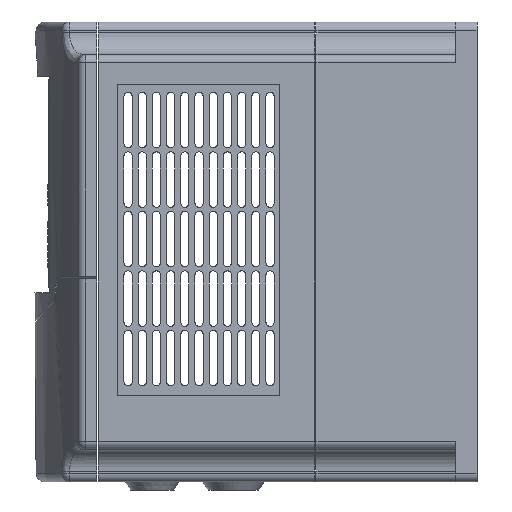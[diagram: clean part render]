
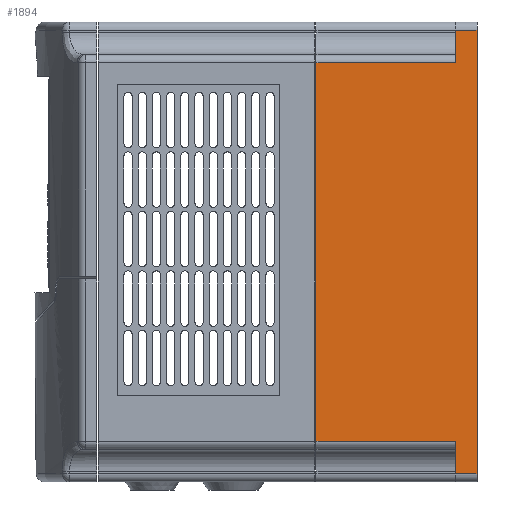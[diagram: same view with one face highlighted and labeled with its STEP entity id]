
A CAD part, left-side view. The second image highlights one B-rep face of the part: STEP entity #1894.
In plain terms, the highlighted planar face has unit normal (-1, 0, 0).
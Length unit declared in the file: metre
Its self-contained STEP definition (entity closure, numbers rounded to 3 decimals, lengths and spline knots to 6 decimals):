
#1894 = ADVANCED_FACE( '', ( #4807 ), #4808, .T. );
#4807 = FACE_OUTER_BOUND( '', #10497, .T. );
#4808 = PLANE( '', #10498 );
#10497 = EDGE_LOOP( '', ( #17050, #17051, #17052, #17053, #17054, #17055, #17056, #17057 ) );
#10498 = AXIS2_PLACEMENT_3D( '', #17058, #17059, #17060 );
#17050 = ORIENTED_EDGE( '', *, *, #27571, .F. );
#17051 = ORIENTED_EDGE( '', *, *, #27572, .T. );
#17052 = ORIENTED_EDGE( '', *, *, #27573, .T. );
#17053 = ORIENTED_EDGE( '', *, *, #27574, .F. );
#17054 = ORIENTED_EDGE( '', *, *, #25796, .T. );
#17055 = ORIENTED_EDGE( '', *, *, #27139, .T. );
#17056 = ORIENTED_EDGE( '', *, *, #27575, .T. );
#17057 = ORIENTED_EDGE( '', *, *, #27576, .F. );
#17058 = CARTESIAN_POINT( '', ( -0.0625, 0., 0.085 ) );
#17059 = DIRECTION( '', ( -1., 0., 0. ) );
#17060 = DIRECTION( '', ( 0., 0., 1. ) );
#25796 = EDGE_CURVE( '', #30668, #30665, #30669, .T. );
#27139 = EDGE_CURVE( '', #30665, #33007, #33008, .T. );
#27571 = EDGE_CURVE( '', #33716, #33717, #33718, .T. );
#27572 = EDGE_CURVE( '', #33716, #33719, #33720, .T. );
#27573 = EDGE_CURVE( '', #33719, #33721, #33722, .T. );
#27574 = EDGE_CURVE( '', #30668, #33721, #33723, .T. );
#27575 = EDGE_CURVE( '', #33007, #33724, #33725, .T. );
#27576 = EDGE_CURVE( '', #33717, #33724, #33726, .T. );
#30665 = VERTEX_POINT( '', #37846 );
#30668 = VERTEX_POINT( '', #37849 );
#30669 = LINE( '', #37850, #37851 );
#33007 = VERTEX_POINT( '', #41119 );
#33008 = LINE( '', #41120, #41121 );
#33716 = VERTEX_POINT( '', #42122 );
#33717 = VERTEX_POINT( '', #42123 );
#33718 = LINE( '', #42124, #42125 );
#33719 = VERTEX_POINT( '', #42126 );
#33720 = LINE( '', #42127, #42128 );
#33721 = VERTEX_POINT( '', #42129 );
#33722 = LINE( '', #42130, #42131 );
#33723 = LINE( '', #42132, #42133 );
#33724 = VERTEX_POINT( '', #42134 );
#33725 = LINE( '', #42135, #42136 );
#33726 = LINE( '', #42137, #42138 );
#37846 = CARTESIAN_POINT( '', ( -0.0625, 0., -0.082 ) );
#37849 = CARTESIAN_POINT( '', ( -0.0625, 0.008, -0.082 ) );
#37850 = CARTESIAN_POINT( '', ( -0.0625, 0., -0.082 ) );
#37851 = VECTOR( '', #47290, 1. );
#41119 = CARTESIAN_POINT( '', ( -0.0625, 0., 0.082 ) );
#41120 = CARTESIAN_POINT( '', ( -0.0625, 0., 0.085 ) );
#41121 = VECTOR( '', #49107, 1. );
#42122 = CARTESIAN_POINT( '', ( -0.0625, 0.059517, 0.07 ) );
#42123 = CARTESIAN_POINT( '', ( -0.0625, 0.008, 0.07 ) );
#42124 = CARTESIAN_POINT( '', ( -0.0625, 0.173032, 0.07 ) );
#42125 = VECTOR( '', #49763, 1. );
#42126 = CARTESIAN_POINT( '', ( -0.0625, 0.059517, -0.07 ) );
#42127 = CARTESIAN_POINT( '', ( -0.0625, 0.059517, 0.085 ) );
#42128 = VECTOR( '', #49764, 1. );
#42129 = CARTESIAN_POINT( '', ( -0.0625, 0.008, -0.07 ) );
#42130 = CARTESIAN_POINT( '', ( -0.0625, 0.173032, -0.07 ) );
#42131 = VECTOR( '', #49765, 1. );
#42132 = CARTESIAN_POINT( '', ( -0.0625, 0.008, 0.085 ) );
#42133 = VECTOR( '', #49766, 1. );
#42134 = CARTESIAN_POINT( '', ( -0.0625, 0.008, 0.082 ) );
#42135 = CARTESIAN_POINT( '', ( -0.0625, 0., 0.082 ) );
#42136 = VECTOR( '', #49767, 1. );
#42137 = CARTESIAN_POINT( '', ( -0.0625, 0.008, 0.085 ) );
#42138 = VECTOR( '', #49768, 1. );
#47290 = DIRECTION( '', ( 0., -1., 0. ) );
#49107 = DIRECTION( '', ( 0., 0., 1. ) );
#49763 = DIRECTION( '', ( 0., -1., 0. ) );
#49764 = DIRECTION( '', ( 0., 0., -1. ) );
#49765 = DIRECTION( '', ( 0., -1., 0. ) );
#49766 = DIRECTION( '', ( 0., 0., 1. ) );
#49767 = DIRECTION( '', ( 0., 1., 0. ) );
#49768 = DIRECTION( '', ( 0., 0., 1. ) );
